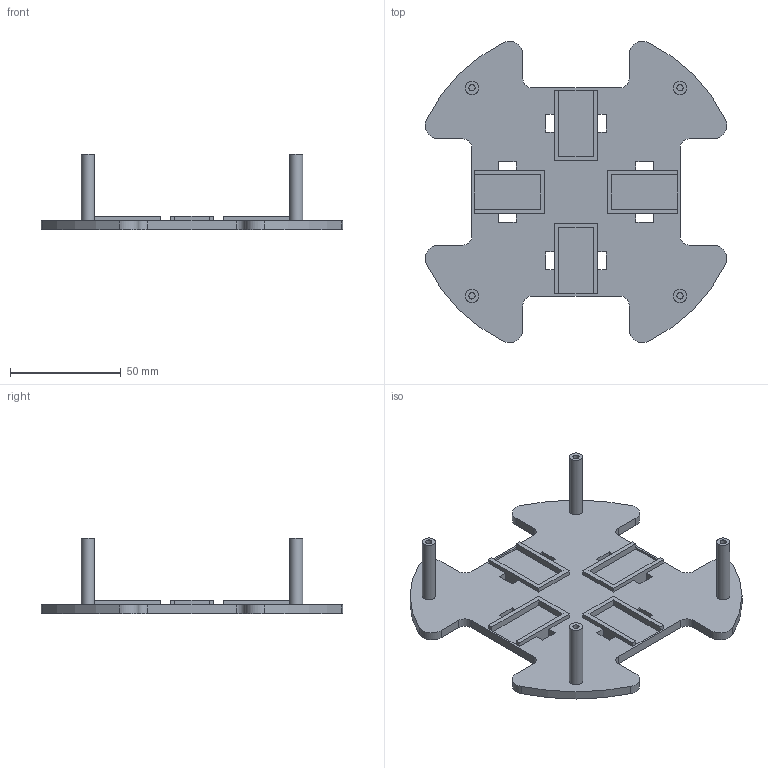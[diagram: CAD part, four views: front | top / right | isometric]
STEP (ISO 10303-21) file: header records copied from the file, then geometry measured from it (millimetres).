
FILE_DESCRIPTION(/* description */ (''),/* implementation_level */ '2;1');
FILE_NAME(/* name */ 'chasislower.stp',/* time_stamp */ '2024-09-18T14:33:14+03:00',/* author */ (''),/* organization */ (''),/* preprocessor_version */ 'ST-DEVELOPER v19.4',/* originating_system */ 'SIEMENS PLM Software NX2306.3001',/* authorisation */ '');
FILE_SCHEMA (('AUTOMOTIVE_DESIGN { 1 0 10303 214 3 1 1 1 }'));
Length unit declared in the file: millimetre
Products named in the file (1): chasislower
Bounding box: 136.26 x 136.26 x 34 mm (x, y, z)
Volume: 50763.7 mm3; surface area: 32491.4 mm2
Topology: 1 solids, 1 shells, 118 faces, 331 edges, 223 vertices
Faces by surface type: plane 90, cylinder 28
Full cylindrical faces by diameter (mm): 2.8 x4, 6 x4
Entity records: 3783 total; most frequent: CARTESIAN_POINT 659, ORIENTED_EDGE 640, DIRECTION 614, EDGE_CURVE 320, LINE 264, VECTOR 264, VERTEX_POINT 216, AXIS2_PLACEMENT_3D 175
